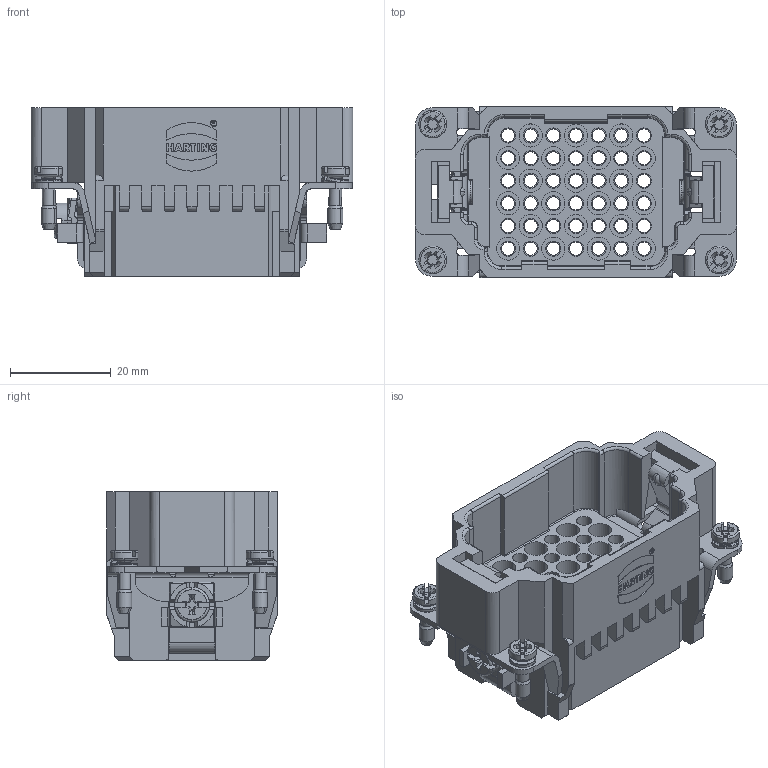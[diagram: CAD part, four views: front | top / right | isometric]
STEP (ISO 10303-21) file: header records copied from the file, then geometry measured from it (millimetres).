
FILE_DESCRIPTION(('HOOPS Exchange Step'),'2;1');
FILE_NAME('export-C3A4D80F-6576-4F8D-903D-E2FBF0418DF6.stp','2021-05-25T22:40:52+02:00',('Engineering'),('Alibre'),'HOOPS Exchange 2020.1','Alibre','Unknown authorisation');
FILE_SCHEMA( ('AP242_MANAGED_MODEL_BASED_3D_ENGINEERING_MIM_LF {1 0 10303 442 1 1 4 }') );
Length unit declared in the file: millimetre
Products named in the file (1): 5615 Han 42DD-SMC-MI-CRT, HARTING 09 16 042 3001
Bounding box: 64 x 34 x 33.6 mm (x, y, z)
Surface area: 26400.4 mm2 (no closed solid volume)
Topology: 0 solids, 1319 shells, 1594 faces, 7440 edges, 6913 vertices
Faces by surface type: plane 717, cylinder 532, cone 152, bspline 100, torus 85, sphere 8
Entity records: 129676 total; most frequent: CARTESIAN_POINT 67187, DIRECTION 11809, ORIENTED_EDGE 7943, EDGE_CURVE 7425, VERTEX_POINT 6913, VECTOR 4151, LINE 4151, AXIS2_PLACEMENT_3D 3829
